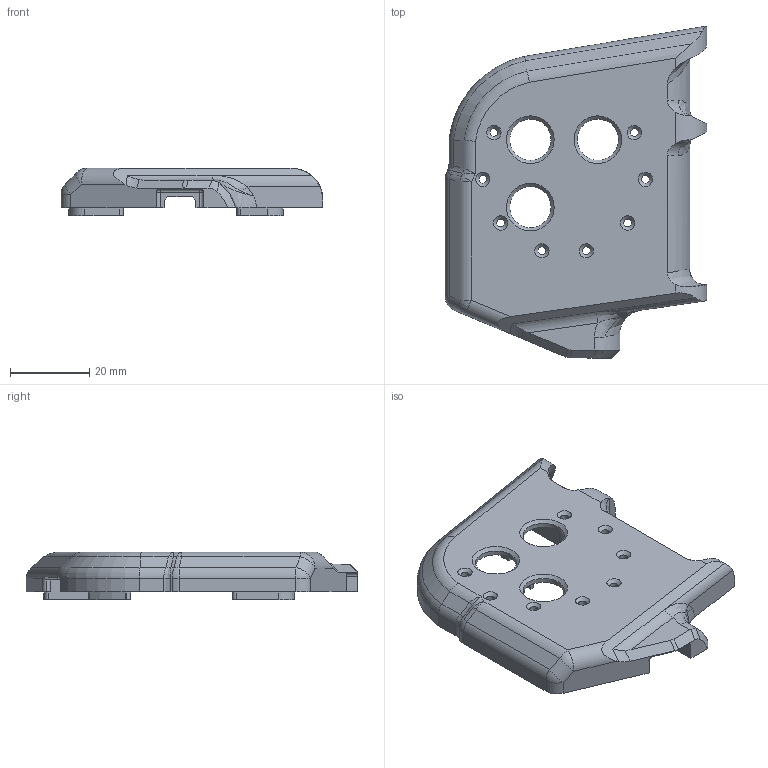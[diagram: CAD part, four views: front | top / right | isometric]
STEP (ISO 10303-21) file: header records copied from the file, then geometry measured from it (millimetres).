
FILE_DESCRIPTION(('HOOPS Exchange Step'),'2;1');
FILE_NAME('temp_export','2021-03-17T22:45:30+20:00',('poastoast'),('Shapr3D Limited'),'HOOPS Exchange 2020.2','Shapr3D','Authorized');
FILE_SCHEMA( ('AP203_CONFIGURATION_CONTROLLED_3D_DESIGN_OF_MECHANICAL_PARTS_AND_ASSEMBLIES_MIM_LF') );
Length unit declared in the file: millimetre
Products named in the file (2): 0; BCBD4864-173E-4975-AB1E-8AB8ECD8C0AF.tmp
Assembly tree (1 placements, depth 2):
  BCBD4864-173E-4975-AB1E-8AB8ECD8C0AF.tmp
    0
Bounding box: 66 x 83.67 x 12 mm (x, y, z)
Volume: 17870.7 mm3; surface area: 12539.8 mm2
Topology: 1 solids, 1 shells, 300 faces, 807 edges, 508 vertices
Faces by surface type: plane 125, cylinder 109, cone 27, bspline 19, torus 12, sphere 8
Full cylindrical faces by diameter (mm): 2 x10, 2.5 x4, 5.4 x2, 10.4 x3
Entity records: 13458 total; most frequent: CARTESIAN_POINT 5904, ORIENTED_EDGE 1596, DIRECTION 1562, EDGE_CURVE 798, AXIS2_PLACEMENT_3D 573, VERTEX_POINT 508, VECTOR 416, LINE 416
